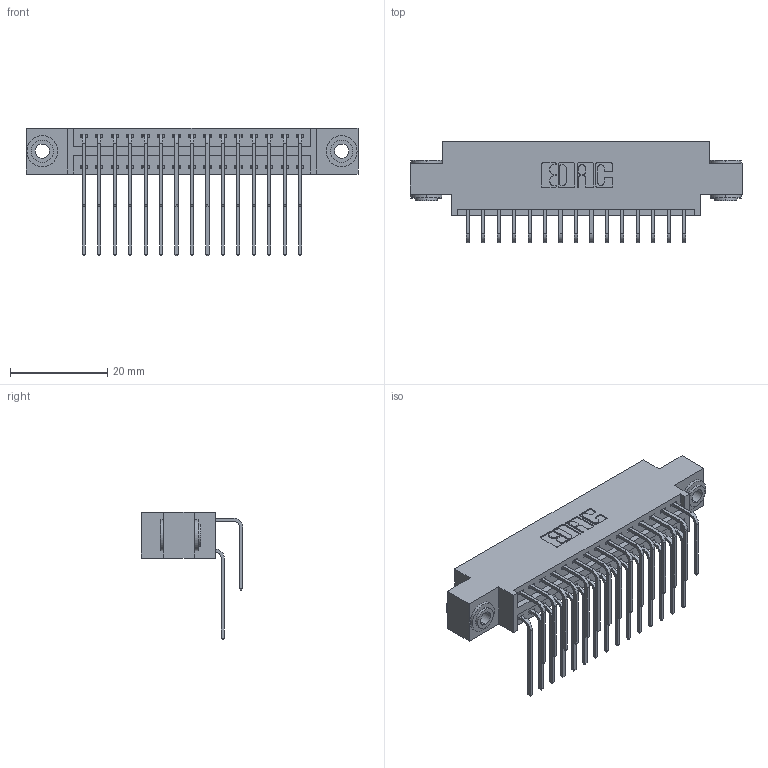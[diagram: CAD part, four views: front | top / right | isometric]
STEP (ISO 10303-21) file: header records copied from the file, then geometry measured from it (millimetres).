
FILE_DESCRIPTION (( 'STEP AP203' ), '1' );
FILE_NAME ('346-030-559-803.STEP', '2022-05-19T17:08:45', ( '' ), ( '' ), 'SwSTEP 2.0', 'SolidWorks 2020', '' );
FILE_SCHEMA (( 'CONFIG_CONTROL_DESIGN' ));
Length unit declared in the file: inch
Products named in the file (5): 346-030-559-803; 346 Part_0.170 Offset - 0.156 Dia-TH; 345-292-001_559 Tail - 2; 345-292-001_558 559 Tail - 1; 345-250-002_345-250-002-102
Assembly tree (33 placements, depth 2):
  346-030-559-803
    346 Part_0.170 Offset - 0.156 Dia-TH
    345-292-001_558 559 Tail - 1  x15
    345-292-001_559 Tail - 2  x15
    345-250-002_345-250-002-102  x2
Bounding box: 68.2 x 20.89 x 26.16 mm (x, y, z)
Volume: 6460.3 mm3; surface area: 9714.3 mm2
Topology: 33 solids, 33 shells, 1798 faces, 5283 edges, 3478 vertices
Faces by surface type: plane 1214, cylinder 576, cone 8
Entity records: 16406 total; most frequent: CARTESIAN_POINT 2776, ORIENTED_EDGE 2650, DIRECTION 2499, EDGE_CURVE 1325, LINE 1069, VECTOR 1069, VERTEX_POINT 878, AXIS2_PLACEMENT_3D 715
